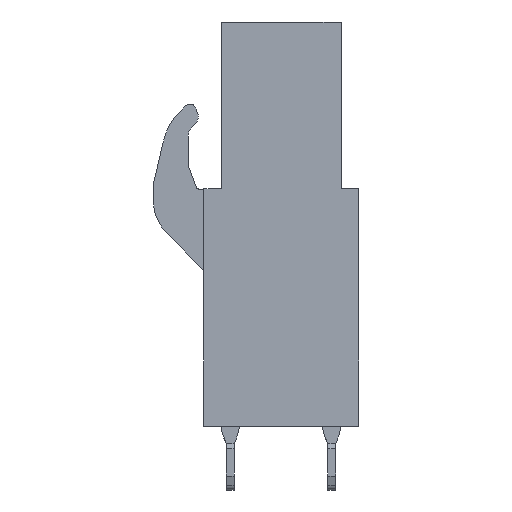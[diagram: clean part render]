
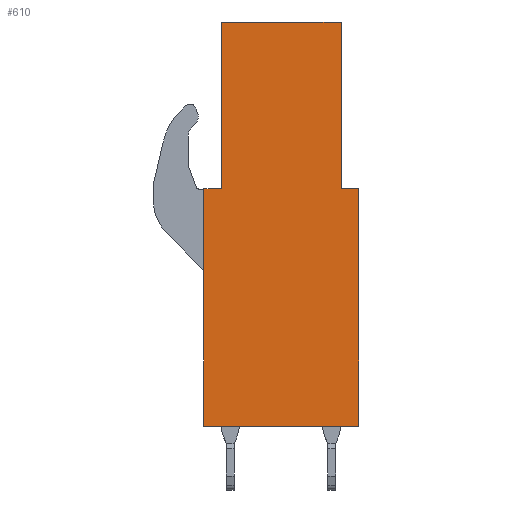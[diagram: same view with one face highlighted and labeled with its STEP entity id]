
A CAD part, left-side view. The second image highlights one B-rep face of the part: STEP entity #610.
In plain terms, the highlighted planar face has unit normal (-1, 0, 0).
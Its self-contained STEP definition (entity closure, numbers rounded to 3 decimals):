
#560=AXIS2_PLACEMENT_3D('Plane Axis2P3D',#557,#558,#559) ;
#36=CARTESIAN_POINT('Line Origine',(0.,3.875,23.45)) ;
#40=CARTESIAN_POINT('Vertex',(0.,0.875,23.45)) ;
#42=CARTESIAN_POINT('Vertex',(0.,6.875,23.45)) ;
#467=CARTESIAN_POINT('Vertex',(0.,7.75,3.2)) ;
#470=CARTESIAN_POINT('Line Origine',(0.,7.75,9.15)) ;
#474=CARTESIAN_POINT('Vertex',(0.,7.75,15.1)) ;
#557=CARTESIAN_POINT('Axis2P3D Location',(0.,0.,0.)) ;
#562=CARTESIAN_POINT('Line Origine',(0.,3.875,3.2)) ;
#566=CARTESIAN_POINT('Vertex',(0.,0.,3.2)) ;
#569=CARTESIAN_POINT('Line Origine',(0.,0.,9.15)) ;
#573=CARTESIAN_POINT('Vertex',(0.,0.,15.1)) ;
#576=CARTESIAN_POINT('Line Origine',(0.,0.438,15.1)) ;
#580=CARTESIAN_POINT('Vertex',(0.,0.875,15.1)) ;
#583=CARTESIAN_POINT('Line Origine',(0.,0.875,19.275)) ;
#588=CARTESIAN_POINT('Line Origine',(0.,6.875,19.275)) ;
#592=CARTESIAN_POINT('Vertex',(0.,6.875,15.1)) ;
#595=CARTESIAN_POINT('Line Origine',(0.,7.313,15.1)) ;
#37=DIRECTION('Vector Direction',(0.,1.,0.)) ;
#471=DIRECTION('Vector Direction',(0.,0.,1.)) ;
#558=DIRECTION('Axis2P3D Direction',(1.,0.,0.)) ;
#559=DIRECTION('Axis2P3D XDirection',(0.,1.,0.)) ;
#563=DIRECTION('Vector Direction',(0.,1.,0.)) ;
#570=DIRECTION('Vector Direction',(0.,0.,1.)) ;
#577=DIRECTION('Vector Direction',(0.,1.,0.)) ;
#584=DIRECTION('Vector Direction',(0.,0.,1.)) ;
#589=DIRECTION('Vector Direction',(0.,0.,1.)) ;
#596=DIRECTION('Vector Direction',(0.,-1.,0.)) ;
#38=VECTOR('Line Direction',#37,1.) ;
#472=VECTOR('Line Direction',#471,1.) ;
#564=VECTOR('Line Direction',#563,1.) ;
#571=VECTOR('Line Direction',#570,1.) ;
#578=VECTOR('Line Direction',#577,1.) ;
#585=VECTOR('Line Direction',#584,1.) ;
#590=VECTOR('Line Direction',#589,1.) ;
#597=VECTOR('Line Direction',#596,1.) ;
#601=ORIENTED_EDGE('',*,*,#476,.F.) ;
#602=ORIENTED_EDGE('',*,*,#568,.F.) ;
#603=ORIENTED_EDGE('',*,*,#575,.T.) ;
#604=ORIENTED_EDGE('',*,*,#582,.F.) ;
#605=ORIENTED_EDGE('',*,*,#587,.F.) ;
#606=ORIENTED_EDGE('',*,*,#44,.T.) ;
#607=ORIENTED_EDGE('',*,*,#594,.F.) ;
#608=ORIENTED_EDGE('',*,*,#599,.F.) ;
#610=ADVANCED_FACE('BLL 5.08/21/180 3.2 SN OR 1648980000',(#609),#561,.F.) ;
#44=EDGE_CURVE('',#41,#43,#39,.T.) ;
#476=EDGE_CURVE('',#468,#475,#473,.T.) ;
#568=EDGE_CURVE('',#567,#468,#565,.T.) ;
#575=EDGE_CURVE('',#567,#574,#572,.T.) ;
#582=EDGE_CURVE('',#581,#574,#579,.F.) ;
#587=EDGE_CURVE('',#41,#581,#586,.F.) ;
#594=EDGE_CURVE('',#593,#43,#591,.T.) ;
#599=EDGE_CURVE('',#475,#593,#598,.T.) ;
#600=EDGE_LOOP('',(#601,#602,#603,#604,#605,#606,#607,#608)) ;
#609=FACE_OUTER_BOUND('',#600,.T.) ;
#39=LINE('Line',#36,#38) ;
#473=LINE('Line',#470,#472) ;
#565=LINE('Line',#562,#564) ;
#572=LINE('Line',#569,#571) ;
#579=LINE('Line',#576,#578) ;
#586=LINE('Line',#583,#585) ;
#591=LINE('Line',#588,#590) ;
#598=LINE('Line',#595,#597) ;
#561=PLANE('',#560) ;
#41=VERTEX_POINT('',#40) ;
#43=VERTEX_POINT('',#42) ;
#468=VERTEX_POINT('',#467) ;
#475=VERTEX_POINT('',#474) ;
#567=VERTEX_POINT('',#566) ;
#574=VERTEX_POINT('',#573) ;
#581=VERTEX_POINT('',#580) ;
#593=VERTEX_POINT('',#592) ;
